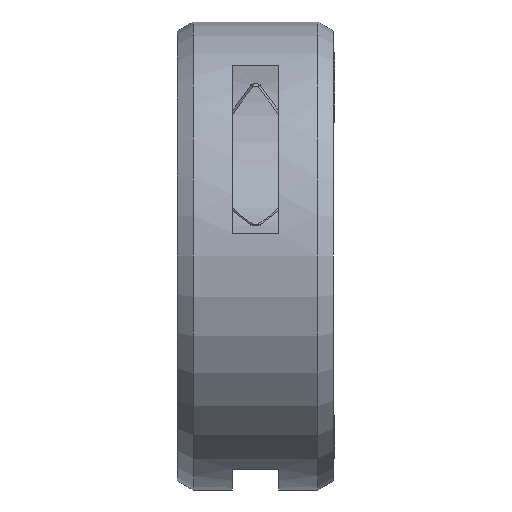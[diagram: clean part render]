
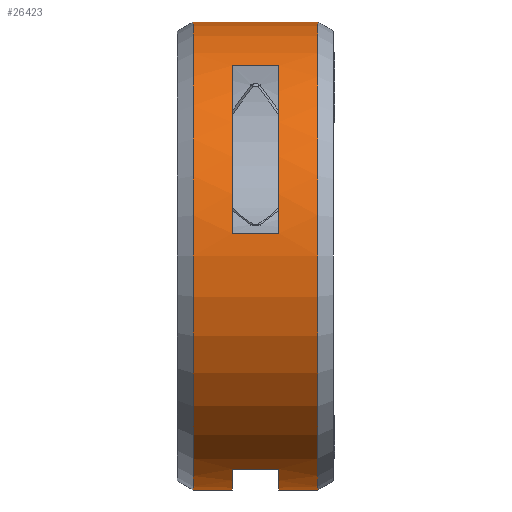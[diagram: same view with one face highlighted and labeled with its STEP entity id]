
A CAD part, left-side view. The second image highlights one B-rep face of the part: STEP entity #26423.
In plain terms, the highlighted cylindrical face has radius 15 mm (diameter 30 mm), a partial arc.
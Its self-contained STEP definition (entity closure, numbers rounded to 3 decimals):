
#24888=CARTESIAN_POINT('',(0.,4.,0.));
#24889=DIRECTION('',(0.,1.,0.));
#24890=DIRECTION('',(0.,0.,-1.));
#24891=AXIS2_PLACEMENT_3D('',#24888,#24889,#24890);
#25249=CARTESIAN_POINT('',(0.,-1.5,0.));
#25250=DIRECTION('',(0.,-1.,0.));
#25251=DIRECTION('',(-0.414,0.,-0.91));
#25252=AXIS2_PLACEMENT_3D('',#25249,#25250,#25251);
#25257=DIRECTION('',(0.,-1.,0.));
#25258=VECTOR('',#25257,3.);
#25259=CARTESIAN_POINT('',(-6.204,1.5,-13.657));
#25260=LINE('',#25259,#25258);
#25264=CARTESIAN_POINT('',(0.,1.5,0.));
#25265=DIRECTION('',(0.,-1.,0.));
#25266=DIRECTION('',(-0.414,0.,-0.91));
#25267=AXIS2_PLACEMENT_3D('',#25264,#25265,#25266);
#25272=DIRECTION('',(0.,1.,0.));
#25273=VECTOR('',#25272,2.5);
#25274=CARTESIAN_POINT('',(0.,1.5,-15.));
#25275=LINE('',#25274,#25273);
#25279=DIRECTION('',(0.,1.,0.));
#25280=VECTOR('',#25279,8.);
#25281=CARTESIAN_POINT('',(0.,-4.,15.));
#25282=LINE('',#25281,#25280);
#25286=CARTESIAN_POINT('',(0.,-4.,0.));
#25287=DIRECTION('',(0.,1.,0.));
#25288=DIRECTION('',(0.,0.,-1.));
#25289=AXIS2_PLACEMENT_3D('',#25286,#25287,#25288);
#25294=DIRECTION('',(0.,1.,0.));
#25295=VECTOR('',#25294,2.5);
#25296=CARTESIAN_POINT('',(0.,-4.,-15.));
#25297=LINE('',#25296,#25295);
#25301=CARTESIAN_POINT('',(0.,-1.5,0.));
#25302=DIRECTION('',(0.,-1.,0.));
#25303=DIRECTION('',(-0.582,0.,0.813));
#25304=AXIS2_PLACEMENT_3D('',#25301,#25302,#25303);
#25309=DIRECTION('',(0.,-1.,0.));
#25310=VECTOR('',#25309,3.);
#25311=CARTESIAN_POINT('',(-8.725,1.5,12.201));
#25312=LINE('',#25311,#25310);
#25316=CARTESIAN_POINT('',(0.,1.5,0.));
#25317=DIRECTION('',(0.,-1.,0.));
#25318=DIRECTION('',(-0.582,0.,0.813));
#25319=AXIS2_PLACEMENT_3D('',#25316,#25317,#25318);
#25324=DIRECTION('',(0.,-1.,0.));
#25325=VECTOR('',#25324,3.);
#25326=CARTESIAN_POINT('',(-14.929,1.5,1.456));
#25327=LINE('',#25326,#25325);
#25698=CARTESIAN_POINT('',(0.,-4.,-15.));
#25700=VERTEX_POINT('',#25698);
#25701=CARTESIAN_POINT('',(0.,4.,-15.));
#25703=VERTEX_POINT('',#25701);
#25730=CARTESIAN_POINT('',(0.,-4.,15.));
#25732=VERTEX_POINT('',#25730);
#25733=CARTESIAN_POINT('',(0.,4.,15.));
#25734=VERTEX_POINT('',#25733);
#25747=CARTESIAN_POINT('',(0.,-1.5,-15.));
#25749=VERTEX_POINT('',#25747);
#25751=CARTESIAN_POINT('',(0.,1.5,-15.));
#25753=VERTEX_POINT('',#25751);
#25761=CARTESIAN_POINT('',(-6.204,-1.5,-13.657));
#25762=VERTEX_POINT('',#25761);
#25763=CARTESIAN_POINT('',(-6.204,1.5,-13.657));
#25764=VERTEX_POINT('',#25763);
#25797=CARTESIAN_POINT('',(-8.725,-1.5,12.201));
#25798=CARTESIAN_POINT('',(-14.929,-1.5,1.456));
#25799=VERTEX_POINT('',#25797);
#25800=VERTEX_POINT('',#25798);
#25801=CARTESIAN_POINT('',(-8.725,1.5,12.201));
#25802=CARTESIAN_POINT('',(-14.929,1.5,1.456));
#25803=VERTEX_POINT('',#25801);
#25804=VERTEX_POINT('',#25802);
#26397=CARTESIAN_POINT('',(0.,15.589,0.));
#26398=DIRECTION('',(0.,-1.,0.));
#26399=DIRECTION('',(0.,0.,1.));
#26400=AXIS2_PLACEMENT_3D('',#26397,#26398,#26399);
#26401=CYLINDRICAL_SURFACE('',#26400,15.);
#26402=ORIENTED_EDGE('',*,*,#26091,.F.);
#26403=ORIENTED_EDGE('',*,*,#26358,.F.);
#26404=ORIENTED_EDGE('',*,*,#26382,.T.);
#26405=ORIENTED_EDGE('',*,*,#26054,.T.);
#26406=ORIENTED_EDGE('',*,*,#26008,.T.);
#26407=ORIENTED_EDGE('',*,*,#26051,.F.);
#26409=ORIENTED_EDGE('',*,*,#26408,.F.);
#26410=ORIENTED_EDGE('',*,*,#26047,.T.);
#26411=EDGE_LOOP('',(#26402,#26403,#26404,#26405,#26406,#26407,#26409,#26410));
#26412=FACE_OUTER_BOUND('',#26411,.F.);
#26414=ORIENTED_EDGE('',*,*,#26413,.F.);
#26416=ORIENTED_EDGE('',*,*,#26415,.F.);
#26418=ORIENTED_EDGE('',*,*,#26417,.T.);
#26420=ORIENTED_EDGE('',*,*,#26419,.T.);
#26421=EDGE_LOOP('',(#26414,#26416,#26418,#26420));
#26422=FACE_BOUND('',#26421,.F.);
#24892=CIRCLE('',#24891,15.);
#25253=CIRCLE('',#25252,15.);
#25268=CIRCLE('',#25267,15.);
#25290=CIRCLE('',#25289,15.);
#25305=CIRCLE('',#25304,15.);
#25320=CIRCLE('',#25319,15.);
#26008=EDGE_CURVE('',#25703,#25734,#24892,.T.);
#26047=EDGE_CURVE('',#25700,#25749,#25297,.T.);
#26051=EDGE_CURVE('',#25732,#25734,#25282,.T.);
#26054=EDGE_CURVE('',#25753,#25703,#25275,.T.);
#26091=EDGE_CURVE('',#25762,#25749,#25253,.T.);
#26358=EDGE_CURVE('',#25764,#25762,#25260,.T.);
#26382=EDGE_CURVE('',#25764,#25753,#25268,.T.);
#26408=EDGE_CURVE('',#25700,#25732,#25290,.T.);
#26413=EDGE_CURVE('',#25799,#25800,#25305,.T.);
#26415=EDGE_CURVE('',#25803,#25799,#25312,.T.);
#26417=EDGE_CURVE('',#25803,#25804,#25320,.T.);
#26419=EDGE_CURVE('',#25804,#25800,#25327,.T.);
#26423=ADVANCED_FACE('',(#26412,#26422),#26401,.T.);
